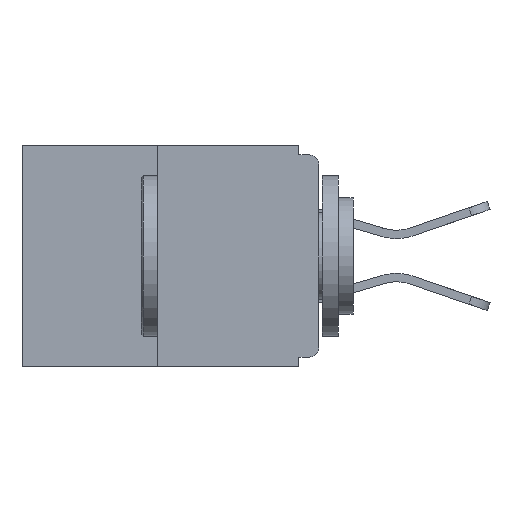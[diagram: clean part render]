
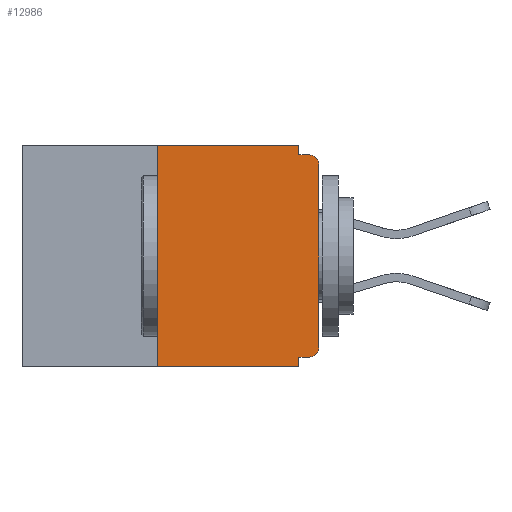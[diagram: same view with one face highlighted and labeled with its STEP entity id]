
A CAD part, left-side view. The second image highlights one B-rep face of the part: STEP entity #12986.
In plain terms, the highlighted planar face has unit normal (-1, 0, 0).
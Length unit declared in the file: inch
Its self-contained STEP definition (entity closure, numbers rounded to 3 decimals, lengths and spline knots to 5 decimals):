
#438 = EDGE_LOOP ( 'NONE', ( #5193, #9851, #10957, #10303, #2466, #9867, #5375, #13293, #3221, #2735 ) ) ;
#845 = CARTESIAN_POINT ( 'NONE',  ( 0., 0., -0.313 ) ) ;
#919 = EDGE_CURVE ( 'NONE', #11705, #7476, #1455, .T. ) ;
#1090 = EDGE_CURVE ( 'NONE', #8629, #7476, #12687, .T. ) ;
#1100 = DIRECTION ( 'NONE',  ( -1., 0., 0. ) ) ;
#1125 = CARTESIAN_POINT ( 'NONE',  ( 0., 0.46, -0.343 ) ) ;
#1217 = VECTOR ( 'NONE', #12766, 39.37008 ) ;
#1280 = DIRECTION ( 'NONE',  ( 0., -1., 0. ) ) ;
#1445 = DIRECTION ( 'NONE',  ( 0., -1., 0. ) ) ;
#1455 = CIRCLE ( 'NONE', #7848, 0.015 ) ;
#1489 = CARTESIAN_POINT ( 'NONE',  ( 0., 0.031, -0.328 ) ) ;
#1493 = CARTESIAN_POINT ( 'NONE',  ( 0., 0.46, 0. ) ) ;
#2047 = CARTESIAN_POINT ( 'NONE',  ( 0., 0.015, -0.015 ) ) ;
#2466 = ORIENTED_EDGE ( 'NONE', *, *, #5663, .F. ) ;
#2515 = LINE ( 'NONE', #11670, #1217 ) ;
#2628 = CARTESIAN_POINT ( 'NONE',  ( 0., 0.015, -0.313 ) ) ;
#2668 = VERTEX_POINT ( 'NONE', #9187 ) ;
#2684 = EDGE_CURVE ( 'NONE', #14354, #8629, #2515, .T. ) ;
#2735 = ORIENTED_EDGE ( 'NONE', *, *, #2684, .F. ) ;
#2987 = VECTOR ( 'NONE', #11528, 39.37008 ) ;
#3027 = VECTOR ( 'NONE', #1280, 39.37008 ) ;
#3221 = ORIENTED_EDGE ( 'NONE', *, *, #1090, .F. ) ;
#3407 = EDGE_CURVE ( 'NONE', #7064, #14354, #6062, .T. ) ;
#3769 = CARTESIAN_POINT ( 'NONE',  ( 0., 0.25, 0. ) ) ;
#4100 = VECTOR ( 'NONE', #4809, 39.37008 ) ;
#4244 = LINE ( 'NONE', #12139, #7275 ) ;
#4317 = VERTEX_POINT ( 'NONE', #1489 ) ;
#4349 = DIRECTION ( 'NONE',  ( 1., 0., 0. ) ) ;
#4385 = CARTESIAN_POINT ( 'NONE',  ( 0., 0.031, 0. ) ) ;
#4809 = DIRECTION ( 'NONE',  ( 0., 0., 1. ) ) ;
#5193 = ORIENTED_EDGE ( 'NONE', *, *, #3407, .F. ) ;
#5195 = DIRECTION ( 'NONE',  ( 0., 0., -1. ) ) ;
#5375 = ORIENTED_EDGE ( 'NONE', *, *, #15227, .T. ) ;
#5517 = PLANE ( 'NONE',  #6512 ) ;
#5663 = EDGE_CURVE ( 'NONE', #2668, #4317, #4244, .T. ) ;
#5823 = CARTESIAN_POINT ( 'NONE',  ( 0., 0.015, -0.03 ) ) ;
#5948 = VERTEX_POINT ( 'NONE', #11976 ) ;
#6062 = LINE ( 'NONE', #1493, #7568 ) ;
#6194 = DIRECTION ( 'NONE',  ( 0., 1., 0. ) ) ;
#6512 = AXIS2_PLACEMENT_3D ( 'NONE', #12623, #4349, #9200 ) ;
#6784 = CARTESIAN_POINT ( 'NONE',  ( 0., 0., 0. ) ) ;
#6999 = VERTEX_POINT ( 'NONE', #12106 ) ;
#7064 = VERTEX_POINT ( 'NONE', #3769 ) ;
#7231 = CARTESIAN_POINT ( 'NONE',  ( 0., 0., -0.015 ) ) ;
#7275 = VECTOR ( 'NONE', #6194, 39.37008 ) ;
#7476 = VERTEX_POINT ( 'NONE', #2047 ) ;
#7568 = VECTOR ( 'NONE', #1445, 39.37008 ) ;
#7774 = CARTESIAN_POINT ( 'NONE',  ( 0., 0.031, -0.015 ) ) ;
#7848 = AXIS2_PLACEMENT_3D ( 'NONE', #5823, #1100, #12979 ) ;
#8433 = DIRECTION ( 'NONE',  ( 0., -1., 0. ) ) ;
#8629 = VERTEX_POINT ( 'NONE', #7774 ) ;
#8678 = CIRCLE ( 'NONE', #11960, 0.015 ) ;
#9012 = EDGE_CURVE ( 'NONE', #5948, #6999, #14628, .T. ) ;
#9099 = EDGE_CURVE ( 'NONE', #2668, #9792, #8678, .T. ) ;
#9187 = CARTESIAN_POINT ( 'NONE',  ( 0., 0.015, -0.328 ) ) ;
#9200 = DIRECTION ( 'NONE',  ( 0., 0., -1. ) ) ;
#9266 = VECTOR ( 'NONE', #13902, 39.37008 ) ;
#9525 = VECTOR ( 'NONE', #8433, 39.37008 ) ;
#9792 = VERTEX_POINT ( 'NONE', #845 ) ;
#9851 = ORIENTED_EDGE ( 'NONE', *, *, #15459, .F. ) ;
#9867 = ORIENTED_EDGE ( 'NONE', *, *, #9099, .T. ) ;
#10213 = FACE_OUTER_BOUND ( 'NONE', #438, .T. ) ;
#10303 = ORIENTED_EDGE ( 'NONE', *, *, #13541, .F. ) ;
#10957 = ORIENTED_EDGE ( 'NONE', *, *, #9012, .T. ) ;
#11186 = DIRECTION ( 'NONE',  ( -1., 0., 0. ) ) ;
#11528 = DIRECTION ( 'NONE',  ( 0., 0., 1. ) ) ;
#11670 = CARTESIAN_POINT ( 'NONE',  ( 0., 0.031, 0. ) ) ;
#11705 = VERTEX_POINT ( 'NONE', #11891 ) ;
#11891 = CARTESIAN_POINT ( 'NONE',  ( 0., 0., -0.03 ) ) ;
#11960 = AXIS2_PLACEMENT_3D ( 'NONE', #2628, #11186, #5195 ) ;
#11976 = CARTESIAN_POINT ( 'NONE',  ( 0., 0.25, -0.343 ) ) ;
#12106 = CARTESIAN_POINT ( 'NONE',  ( 0., 0.031, -0.343 ) ) ;
#12139 = CARTESIAN_POINT ( 'NONE',  ( 0., 0., -0.328 ) ) ;
#12623 = CARTESIAN_POINT ( 'NONE',  ( 0., 0.46, 0. ) ) ;
#12687 = LINE ( 'NONE', #7231, #9525 ) ;
#12737 = LINE ( 'NONE', #6784, #2987 ) ;
#12766 = DIRECTION ( 'NONE',  ( 0., 0., -1. ) ) ;
#12979 = DIRECTION ( 'NONE',  ( 0., 0., -1. ) ) ;
#12986 = ADVANCED_FACE ( 'NONE', ( #10213 ), #5517, .F. ) ;
#13177 = LINE ( 'NONE', #14060, #9266 ) ;
#13293 = ORIENTED_EDGE ( 'NONE', *, *, #919, .T. ) ;
#13541 = EDGE_CURVE ( 'NONE', #4317, #6999, #13177, .T. ) ;
#13902 = DIRECTION ( 'NONE',  ( 0., 0., -1. ) ) ;
#14060 = CARTESIAN_POINT ( 'NONE',  ( 0., 0.031, -0.343 ) ) ;
#14219 = LINE ( 'NONE', #14472, #4100 ) ;
#14354 = VERTEX_POINT ( 'NONE', #4385 ) ;
#14472 = CARTESIAN_POINT ( 'NONE',  ( 0., 0.25, 0. ) ) ;
#14628 = LINE ( 'NONE', #1125, #3027 ) ;
#15227 = EDGE_CURVE ( 'NONE', #9792, #11705, #12737, .T. ) ;
#15459 = EDGE_CURVE ( 'NONE', #5948, #7064, #14219, .T. ) ;
